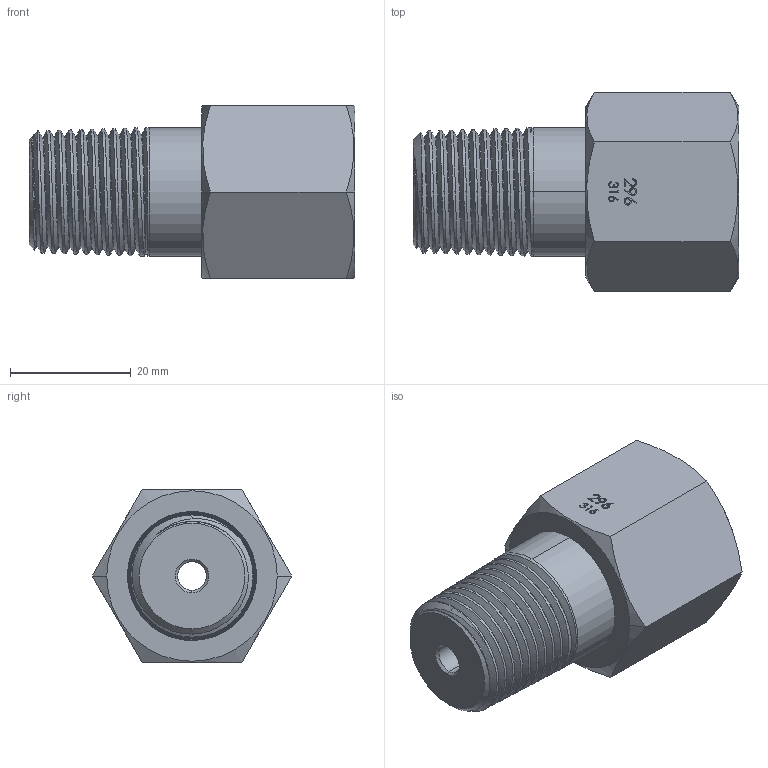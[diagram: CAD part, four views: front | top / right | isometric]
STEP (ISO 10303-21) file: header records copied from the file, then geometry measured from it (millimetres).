
FILE_DESCRIPTION (( 'STEP AP203' ), '1' );
FILE_NAME ('AD-296FSS-8MNPT.STEP', '2025-07-30T13:20:28', ( '' ), ( '' ), 'SwSTEP 2.0', 'SolidWorks 2018', '' );
FILE_SCHEMA (( 'CONFIG_CONTROL_DESIGN' ));
Length unit declared in the file: inch
Products named in the file (1): AD-296FSS-8MNPT
Bounding box: 53.85 x 33 x 28.57 mm (x, y, z)
Volume: 20189.8 mm3; surface area: 8585.3 mm2
Topology: 1 solids, 1 shells, 158 faces, 419 edges, 274 vertices
Faces by surface type: bspline 53, plane 43, cone 39, cylinder 23
Entity records: 17752 total; most frequent: CARTESIAN_POINT 14278, ORIENTED_EDGE 838, DIRECTION 460, EDGE_CURVE 419, VERTEX_POINT 274, B_SPLINE_CURVE_WITH_KNOTS 202, LINE 186, VECTOR 186
